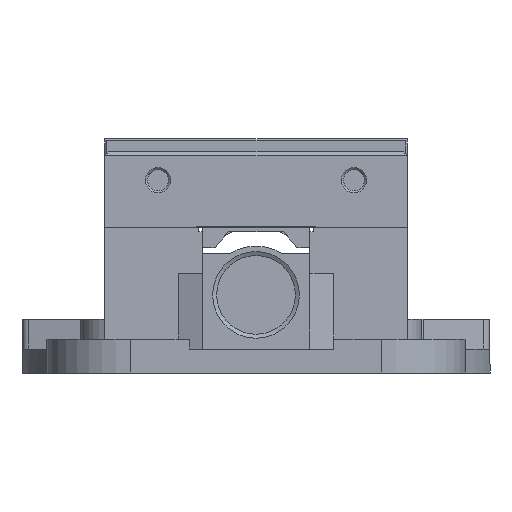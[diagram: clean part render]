
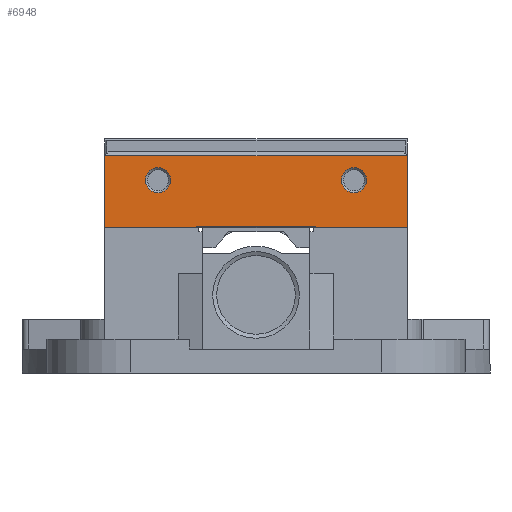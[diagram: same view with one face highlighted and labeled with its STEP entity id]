
A CAD part, left-side view. The second image highlights one B-rep face of the part: STEP entity #6948.
In plain terms, the highlighted face is planar.
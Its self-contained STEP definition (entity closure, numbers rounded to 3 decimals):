
#492=LINE($,#10877,#1127);
#494=LINE($,#10961,#1129);
#511=LINE($,#11350,#1146);
#512=LINE($,#11352,#1147);
#513=LINE($,#11354,#1148);
#514=LINE($,#11356,#1149);
#515=LINE($,#11358,#1150);
#516=LINE($,#11359,#1151);
#1127=VECTOR($,#8617,36.);
#1129=VECTOR($,#8627,36.);
#1146=VECTOR($,#8706,152.);
#1147=VECTOR($,#8707,46.);
#1148=VECTOR($,#8708,0.5);
#1149=VECTOR($,#8709,60.);
#1150=VECTOR($,#8710,0.5);
#1151=VECTOR($,#8711,46.);
#1664=PLANE($,#7504);
#1898=FACE_BOUND($,#2597,.T.);
#1899=FACE_BOUND($,#2598,.T.);
#2115=FACE_OUTER_BOUND($,#2596,.T.);
#2596=EDGE_LOOP($,(#5431,#5432,#5433,#5434,#5435,#5436,#5437,#5438));
#2597=EDGE_LOOP($,(#5439));
#2598=EDGE_LOOP($,(#5440));
#3023=CIRCLE($,#7503,6.296);
#3024=CIRCLE($,#7505,6.296);
#3363=VERTEX_POINT($,#10855);
#3373=VERTEX_POINT($,#10875);
#3378=VERTEX_POINT($,#10957);
#3380=VERTEX_POINT($,#10960);
#3412=VERTEX_POINT($,#11347);
#3413=VERTEX_POINT($,#11351);
#3414=VERTEX_POINT($,#11353);
#3415=VERTEX_POINT($,#11355);
#3416=VERTEX_POINT($,#11357);
#3417=VERTEX_POINT($,#11360);
#4120=EDGE_CURVE($,#3363,#3373,#492,.T.);
#4126=EDGE_CURVE($,#3380,#3378,#494,.T.);
#4169=EDGE_CURVE($,#3412,#3412,#3023,.T.);
#4170=EDGE_CURVE($,#3363,#3378,#511,.T.);
#4171=EDGE_CURVE($,#3373,#3413,#512,.T.);
#4172=EDGE_CURVE($,#3413,#3414,#513,.T.);
#4173=EDGE_CURVE($,#3414,#3415,#514,.T.);
#4174=EDGE_CURVE($,#3415,#3416,#515,.T.);
#4175=EDGE_CURVE($,#3416,#3380,#516,.T.);
#4176=EDGE_CURVE($,#3417,#3417,#3024,.T.);
#5431=ORIENTED_EDGE($,*,*,#4170,.F.);
#5432=ORIENTED_EDGE($,*,*,#4120,.T.);
#5433=ORIENTED_EDGE($,*,*,#4171,.T.);
#5434=ORIENTED_EDGE($,*,*,#4172,.T.);
#5435=ORIENTED_EDGE($,*,*,#4173,.T.);
#5436=ORIENTED_EDGE($,*,*,#4174,.T.);
#5437=ORIENTED_EDGE($,*,*,#4175,.T.);
#5438=ORIENTED_EDGE($,*,*,#4126,.T.);
#5439=ORIENTED_EDGE($,*,*,#4169,.F.);
#5440=ORIENTED_EDGE($,*,*,#4176,.F.);
#6948=ADVANCED_FACE($,(#2115,#1898,#1899),#1664,.T.);
#7503=AXIS2_PLACEMENT_3D($,#11348,#8702,#8703);
#7504=AXIS2_PLACEMENT_3D($,#11349,#8704,#8705);
#7505=AXIS2_PLACEMENT_3D($,#11361,#8712,#8713);
#8617=DIRECTION($,(-1.,0.,0.));
#8627=DIRECTION($,(1.,0.,0.));
#8702=DIRECTION('center_axis',(0.,-1.,0.));
#8703=DIRECTION('ref_axis',(-1.,0.,0.));
#8704=DIRECTION('center_axis',(0.,-1.,0.));
#8705=DIRECTION('ref_axis',(0.,0.,-1.));
#8706=DIRECTION($,(0.,0.,-1.));
#8707=DIRECTION($,(0.,0.,-1.));
#8708=DIRECTION($,(1.,0.,0.));
#8709=DIRECTION($,(0.,0.,-1.));
#8710=DIRECTION($,(-1.,0.,0.));
#8711=DIRECTION($,(0.,0.,-1.));
#8712=DIRECTION('center_axis',(0.,-1.,0.));
#8713=DIRECTION('ref_axis',(-1.,0.,0.));
#10855=CARTESIAN_POINT('',(36.,0.,76.));
#10875=CARTESIAN_POINT('',(0.,0.,76.));
#10877=CARTESIAN_POINT($,(0.,0.,76.));
#10957=CARTESIAN_POINT('',(36.,0.,-76.));
#10960=CARTESIAN_POINT('',(0.,0.,-76.));
#10961=CARTESIAN_POINT($,(0.,0.,-76.));
#11347=CARTESIAN_POINT('',(30.096,0.,-49.21));
#11348=CARTESIAN_POINT('Origin',(23.8,0.,-49.21));
#11349=CARTESIAN_POINT('Origin',(38.,0.,0.));
#11350=CARTESIAN_POINT($,(36.,0.,0.));
#11351=CARTESIAN_POINT('',(0.,0.,30.));
#11352=CARTESIAN_POINT($,(0.,0.,0.));
#11353=CARTESIAN_POINT('',(0.5,0.,30.));
#11354=CARTESIAN_POINT($,(19.125,0.,30.));
#11355=CARTESIAN_POINT('',(0.5,0.,-30.));
#11356=CARTESIAN_POINT($,(0.5,0.,0.));
#11357=CARTESIAN_POINT('',(0.,0.,-30.));
#11358=CARTESIAN_POINT($,(19.125,0.,-30.));
#11359=CARTESIAN_POINT($,(0.,0.,0.));
#11360=CARTESIAN_POINT('',(30.096,0.,49.21));
#11361=CARTESIAN_POINT('Origin',(23.8,0.,49.21));
